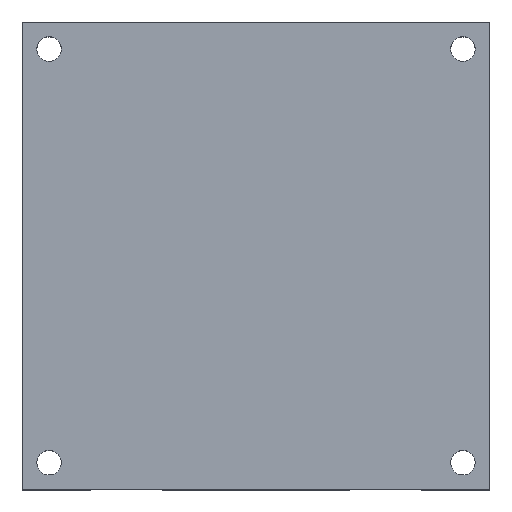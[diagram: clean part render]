
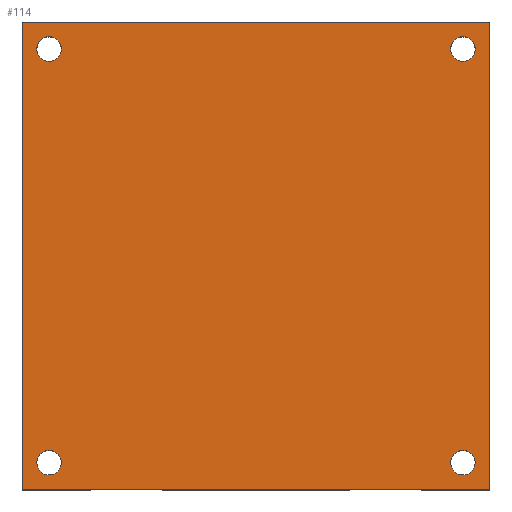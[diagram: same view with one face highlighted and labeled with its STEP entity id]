
A CAD part, top view. The second image highlights one B-rep face of the part: STEP entity #114.
In plain terms, the highlighted planar face has unit normal (0, 0, 1).
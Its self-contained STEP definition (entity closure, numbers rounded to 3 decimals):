
#114 = ADVANCED_FACE( '', ( #249, #250, #251, #252, #253 ), #254, .F. );
#249 = FACE_BOUND( '', #398, .T. );
#250 = FACE_BOUND( '', #399, .T. );
#251 = FACE_OUTER_BOUND( '', #400, .T. );
#252 = FACE_BOUND( '', #401, .T. );
#253 = FACE_BOUND( '', #402, .T. );
#254 = PLANE( '', #403 );
#398 = EDGE_LOOP( '', ( #665 ) );
#399 = EDGE_LOOP( '', ( #666 ) );
#400 = EDGE_LOOP( '', ( #667, #668, #669, #670 ) );
#401 = EDGE_LOOP( '', ( #671 ) );
#402 = EDGE_LOOP( '', ( #672 ) );
#403 = AXIS2_PLACEMENT_3D( '', #673, #674, #675 );
#665 = ORIENTED_EDGE( '', *, *, #764, .F. );
#666 = ORIENTED_EDGE( '', *, *, #865, .T. );
#667 = ORIENTED_EDGE( '', *, *, #866, .F. );
#668 = ORIENTED_EDGE( '', *, *, #842, .F. );
#669 = ORIENTED_EDGE( '', *, *, #867, .F. );
#670 = ORIENTED_EDGE( '', *, *, #799, .F. );
#671 = ORIENTED_EDGE( '', *, *, #814, .F. );
#672 = ORIENTED_EDGE( '', *, *, #823, .T. );
#673 = CARTESIAN_POINT( '', ( -65., 65., 21. ) );
#674 = DIRECTION( '', ( 0., 0., -1. ) );
#675 = DIRECTION( '', ( -1., 0., 0. ) );
#764 = EDGE_CURVE( '', #885, #885, #886, .T. );
#799 = EDGE_CURVE( '', #946, #948, #949, .T. );
#814 = EDGE_CURVE( '', #969, #969, #970, .T. );
#823 = EDGE_CURVE( '', #983, #983, #984, .T. );
#842 = EDGE_CURVE( '', #1010, #1012, #1013, .T. );
#865 = EDGE_CURVE( '', #1044, #1044, #1045, .T. );
#866 = EDGE_CURVE( '', #1012, #946, #1046, .T. );
#867 = EDGE_CURVE( '', #948, #1010, #1047, .T. );
#885 = VERTEX_POINT( '', #1067 );
#886 = CIRCLE( '', #1068, 3.4 );
#946 = VERTEX_POINT( '', #1205 );
#948 = VERTEX_POINT( '', #1208 );
#949 = LINE( '', #1209, #1210 );
#969 = VERTEX_POINT( '', #1301 );
#970 = CIRCLE( '', #1302, 3.4 );
#983 = VERTEX_POINT( '', #1316 );
#984 = CIRCLE( '', #1317, 3.4 );
#1010 = VERTEX_POINT( '', #1352 );
#1012 = VERTEX_POINT( '', #1355 );
#1013 = LINE( '', #1356, #1357 );
#1044 = VERTEX_POINT( '', #1397 );
#1045 = CIRCLE( '', #1398, 3.4 );
#1046 = LINE( '', #1399, #1400 );
#1047 = LINE( '', #1401, #1402 );
#1067 = CARTESIAN_POINT( '', ( 57.5, 60.9, 21. ) );
#1068 = AXIS2_PLACEMENT_3D( '', #1423, #1424, #1425 );
#1205 = CARTESIAN_POINT( '', ( -65., 65., 21. ) );
#1208 = CARTESIAN_POINT( '', ( 65., 65., 21. ) );
#1209 = CARTESIAN_POINT( '', ( -65., 65., 21. ) );
#1210 = VECTOR( '', #1474, 1000. );
#1301 = CARTESIAN_POINT( '', ( -57.5, -54.1, 21. ) );
#1302 = AXIS2_PLACEMENT_3D( '', #1486, #1487, #1488 );
#1316 = CARTESIAN_POINT( '', ( -57.5, 60.9, 21. ) );
#1317 = AXIS2_PLACEMENT_3D( '', #1502, #1503, #1504 );
#1352 = CARTESIAN_POINT( '', ( 65., -65., 21. ) );
#1355 = CARTESIAN_POINT( '', ( -65., -65., 21. ) );
#1356 = CARTESIAN_POINT( '', ( 65., -65., 21. ) );
#1357 = VECTOR( '', #1524, 1000. );
#1397 = CARTESIAN_POINT( '', ( 57.5, -54.1, 21. ) );
#1398 = AXIS2_PLACEMENT_3D( '', #1552, #1553, #1554 );
#1399 = CARTESIAN_POINT( '', ( -65., -65., 21. ) );
#1400 = VECTOR( '', #1555, 1000. );
#1401 = CARTESIAN_POINT( '', ( 65., 65., 21. ) );
#1402 = VECTOR( '', #1556, 1000. );
#1423 = CARTESIAN_POINT( '', ( 57.5, 57.5, 21. ) );
#1424 = DIRECTION( '', ( 0., 0., 1. ) );
#1425 = DIRECTION( '', ( 0., 1., 0. ) );
#1474 = DIRECTION( '', ( 1., 0., 0. ) );
#1486 = CARTESIAN_POINT( '', ( -57.5, -57.5, 21. ) );
#1487 = DIRECTION( '', ( 0., 0., 1. ) );
#1488 = DIRECTION( '', ( 0., 1., 0. ) );
#1502 = CARTESIAN_POINT( '', ( -57.5, 57.5, 21. ) );
#1503 = DIRECTION( '', ( 0., 0., -1. ) );
#1504 = DIRECTION( '', ( 0., 1., 0. ) );
#1524 = DIRECTION( '', ( -1., 0., 0. ) );
#1552 = CARTESIAN_POINT( '', ( 57.5, -57.5, 21. ) );
#1553 = DIRECTION( '', ( 0., 0., -1. ) );
#1554 = DIRECTION( '', ( 0., 1., 0. ) );
#1555 = DIRECTION( '', ( 0., 1., 0. ) );
#1556 = DIRECTION( '', ( 0., -1., 0. ) );
